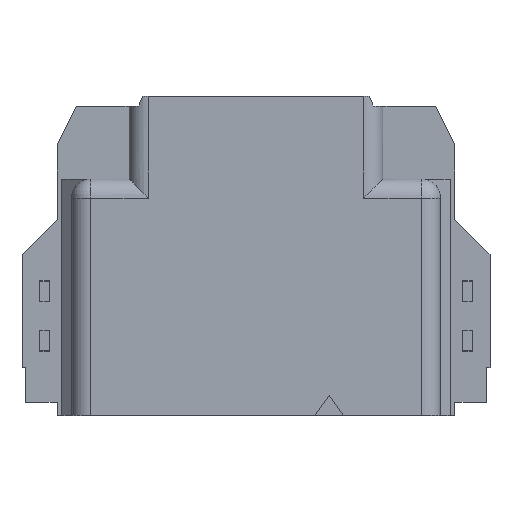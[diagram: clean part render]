
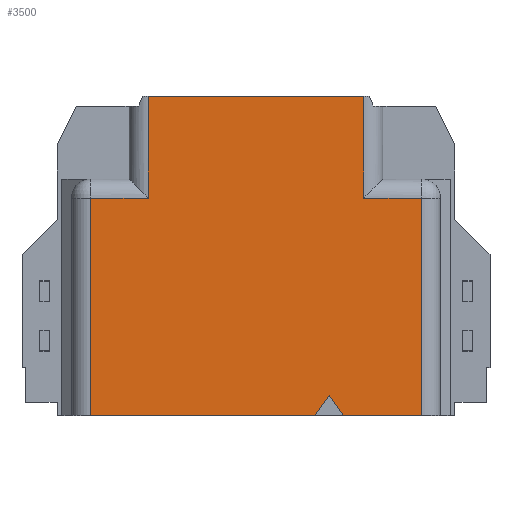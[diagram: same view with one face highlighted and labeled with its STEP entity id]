
A CAD part, top view. The second image highlights one B-rep face of the part: STEP entity #3500.
In plain terms, the highlighted planar face has unit normal (0, 0, 1).
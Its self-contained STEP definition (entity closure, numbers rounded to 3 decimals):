
#2550=CARTESIAN_POINT('',(9.041,-8.465,11.));
#2560=DIRECTION('',(0.,-0.,1.));
#2570=DIRECTION('',(0.,1.,0.));
#2580=AXIS2_PLACEMENT_3D('',#2550,#2560,#2570);
#2590=PLANE('',#2580);
#2600=CARTESIAN_POINT('',(5.61,8.55,11.));
#2610=DIRECTION('',(0.,-1.,0.));
#2620=VECTOR('',#2610,1.);
#2630=LINE('',#2600,#2620);
#2640=CARTESIAN_POINT('',(5.61,8.55,11.));
#2650=VERTEX_POINT('',#2640);
#2660=CARTESIAN_POINT('',(5.61,3.25,11.));
#2670=VERTEX_POINT('',#2660);
#2680=EDGE_CURVE('',#2650,#2670,#2630,.T.);
#2690=ORIENTED_EDGE('',*,*,#2680,.F.);
#2700=CARTESIAN_POINT('',(5.61,3.25,11.));
#2710=DIRECTION('',(1.,0.,0.));
#2720=VECTOR('',#2710,1.);
#2730=LINE('',#2700,#2720);
#2740=CARTESIAN_POINT('',(8.61,3.25,11.));
#2750=VERTEX_POINT('',#2740);
#2760=EDGE_CURVE('',#2670,#2750,#2730,.T.);
#2770=ORIENTED_EDGE('',*,*,#2760,.F.);
#2780=CARTESIAN_POINT('',(8.61,3.25,11.));
#2790=DIRECTION('',(0.,-1.,0.));
#2800=VECTOR('',#2790,1.);
#2810=LINE('',#2780,#2800);
#2820=CARTESIAN_POINT('',(8.61,-8.05,11.));
#2830=VERTEX_POINT('',#2820);
#2840=EDGE_CURVE('',#2750,#2830,#2810,.T.);
#2850=ORIENTED_EDGE('',*,*,#2840,.F.);
#2860=CARTESIAN_POINT('',(-45.74,-8.05,11.));
#2870=DIRECTION('',(1.,0.,0.));
#2880=VECTOR('',#2870,1.);
#2890=LINE('',#2860,#2880);
#2900=CARTESIAN_POINT('',(4.56,-8.05,11.));
#2910=VERTEX_POINT('',#2900);
#2920=EDGE_CURVE('',#2910,#2830,#2890,.T.);
#2930=ORIENTED_EDGE('',*,*,#2920,.T.);
#2940=CARTESIAN_POINT('',(2.274,-4.85,11.));
#2950=DIRECTION('',(0.581,-0.814,0.));
#2960=VECTOR('',#2950,1.);
#2970=LINE('',#2940,#2960);
#2980=CARTESIAN_POINT('',(3.81,-7.,11.));
#2990=VERTEX_POINT('',#2980);
#3000=EDGE_CURVE('',#2990,#2910,#2970,.T.);
#3010=ORIENTED_EDGE('',*,*,#3000,.T.);
#3020=CARTESIAN_POINT('',(5.346,-4.85,11.));
#3030=DIRECTION('',(0.581,0.814,0.));
#3040=VECTOR('',#3030,1.);
#3050=LINE('',#3020,#3040);
#3060=CARTESIAN_POINT('',(3.06,-8.05,11.));
#3070=VERTEX_POINT('',#3060);
#3080=EDGE_CURVE('',#3070,#2990,#3050,.T.);
#3090=ORIENTED_EDGE('',*,*,#3080,.T.);
#3100=CARTESIAN_POINT('',(-45.74,-8.05,11.));
#3110=DIRECTION('',(1.,0.,0.));
#3120=VECTOR('',#3110,1.);
#3130=LINE('',#3100,#3120);
#3140=CARTESIAN_POINT('',(-8.61,-8.05,11.));
#3150=VERTEX_POINT('',#3140);
#3160=EDGE_CURVE('',#3150,#3070,#3130,.T.);
#3170=ORIENTED_EDGE('',*,*,#3160,.T.);
#3180=CARTESIAN_POINT('',(-8.61,-8.05,11.));
#3190=DIRECTION('',(0.,1.,0.));
#3200=VECTOR('',#3190,1.);
#3210=LINE('',#3180,#3200);
#3220=CARTESIAN_POINT('',(-8.61,3.25,11.));
#3230=VERTEX_POINT('',#3220);
#3240=EDGE_CURVE('',#3150,#3230,#3210,.T.);
#3250=ORIENTED_EDGE('',*,*,#3240,.F.);
#3260=CARTESIAN_POINT('',(-5.61,3.25,11.));
#3270=DIRECTION('',(-1.,0.,0.));
#3280=VECTOR('',#3270,1.);
#3290=LINE('',#3260,#3280);
#3300=CARTESIAN_POINT('',(-5.61,3.25,11.));
#3310=VERTEX_POINT('',#3300);
#3320=EDGE_CURVE('',#3310,#3230,#3290,.T.);
#3330=ORIENTED_EDGE('',*,*,#3320,.T.);
#3340=CARTESIAN_POINT('',(-5.61,8.55,11.));
#3350=DIRECTION('',(0.,-1.,0.));
#3360=VECTOR('',#3350,1.);
#3370=LINE('',#3340,#3360);
#3380=CARTESIAN_POINT('',(-5.61,8.55,11.));
#3390=VERTEX_POINT('',#3380);
#3400=EDGE_CURVE('',#3390,#3310,#3370,.T.);
#3410=ORIENTED_EDGE('',*,*,#3400,.T.);
#3420=CARTESIAN_POINT('',(-45.74,8.55,11.));
#3430=DIRECTION('',(-1.,0.,0.));
#3440=VECTOR('',#3430,1.);
#3450=LINE('',#3420,#3440);
#3460=EDGE_CURVE('',#2650,#3390,#3450,.T.);
#3470=ORIENTED_EDGE('',*,*,#3460,.T.);
#3480=EDGE_LOOP('',(#3470,#3410,#3330,#3250,#3170,#3090,#3010,#2930,
#2850,#2770,#2690));
#3490=FACE_OUTER_BOUND('',#3480,.T.);
#3500=ADVANCED_FACE('',(#3490),#2590,.T.);
